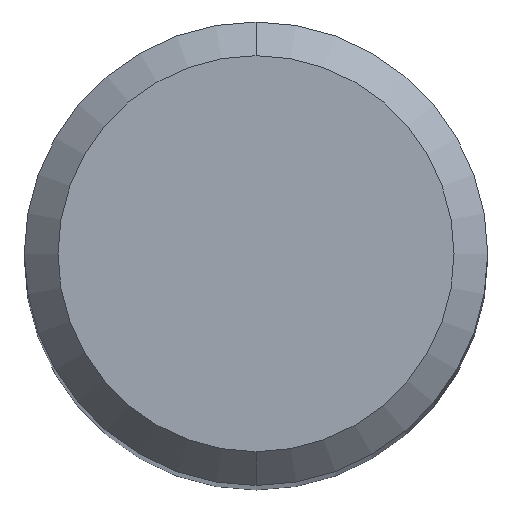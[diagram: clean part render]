
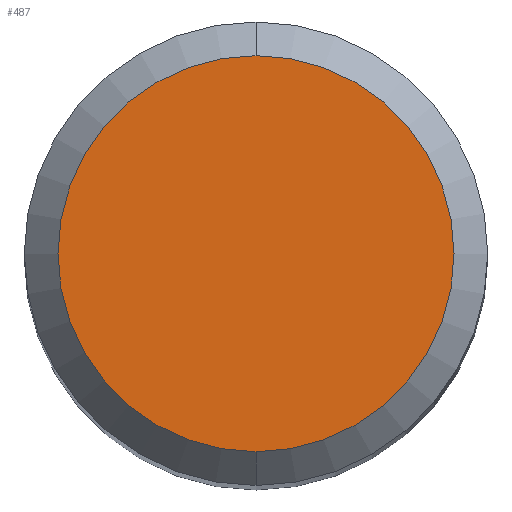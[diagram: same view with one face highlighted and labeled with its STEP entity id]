
A CAD part, top view. The second image highlights one B-rep face of the part: STEP entity #487.
In plain terms, the highlighted planar face has unit normal (0, 0, 1).
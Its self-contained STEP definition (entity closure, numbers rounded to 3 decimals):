
#279=VERTEX_POINT('',#672);
#429=EDGE_CURVE('',#279,#565,#835,.T.);
#487=ADVANCED_FACE('',(#899),#900,.T.);
#499=EDGE_CURVE('',#565,#279,#913,.T.);
#565=VERTEX_POINT('',#989);
#672=CARTESIAN_POINT('',(0.,-2.35,0.0));
#835=CIRCLE('',#1422,2.35);
#899=FACE_OUTER_BOUND('',#1523,.T.);
#900=PLANE('',#1524);
#913=CIRCLE('',#1545,2.35);
#989=CARTESIAN_POINT('',(0.0,2.35,0.0));
#1422=AXIS2_PLACEMENT_3D('',#2034,#2035,#2036);
#1523=EDGE_LOOP('',(#2123,#2124));
#1524=AXIS2_PLACEMENT_3D('',#2125,#2126,#2127);
#1545=AXIS2_PLACEMENT_3D('',#2138,#2139,#2140);
#2034=CARTESIAN_POINT('',(0.0,0.0,0.0));
#2035=DIRECTION('',(0.0,0.0,-1.0));
#2036=DIRECTION('',(0.0,1.0,0.0));
#2123=ORIENTED_EDGE('',*,*,#499,.F.);
#2124=ORIENTED_EDGE('',*,*,#429,.F.);
#2125=CARTESIAN_POINT('',(0.0,1.175,0.0));
#2126=DIRECTION('',(-0.0,0.0,1.0));
#2127=DIRECTION('',(0.0,-1.0,0.0));
#2138=CARTESIAN_POINT('',(0.0,0.0,0.0));
#2139=DIRECTION('',(0.0,0.0,-1.0));
#2140=DIRECTION('',(0.0,1.0,0.0));
